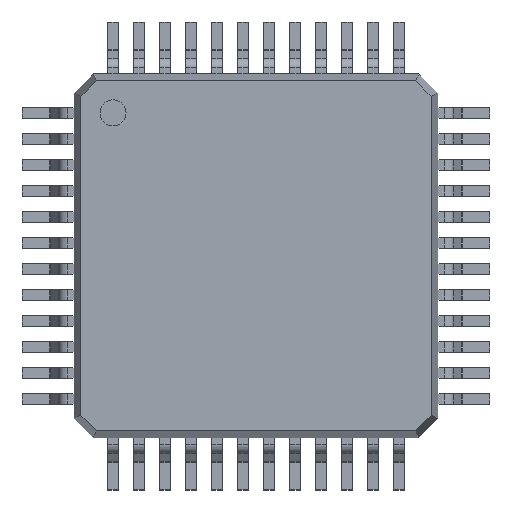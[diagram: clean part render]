
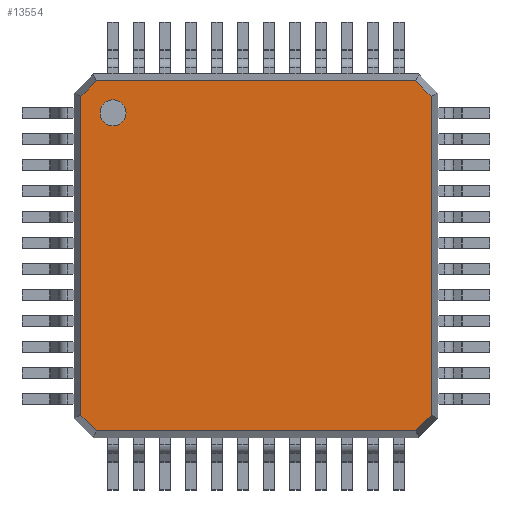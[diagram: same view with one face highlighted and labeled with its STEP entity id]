
A CAD part, top view. The second image highlights one B-rep face of the part: STEP entity #13554.
In plain terms, the highlighted planar face has unit normal (0, 0, 1).
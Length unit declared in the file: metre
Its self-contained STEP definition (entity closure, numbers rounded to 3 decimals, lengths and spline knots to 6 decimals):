
#308=CIRCLE('',#18759,0.00025);
#3255=ORIENTED_EDGE('',*,*,#5795,.T.);
#3256=ORIENTED_EDGE('',*,*,#5796,.T.);
#3257=ORIENTED_EDGE('',*,*,#5797,.T.);
#3258=ORIENTED_EDGE('',*,*,#5798,.T.);
#3259=ORIENTED_EDGE('',*,*,#5799,.T.);
#3260=ORIENTED_EDGE('',*,*,#5800,.T.);
#3261=ORIENTED_EDGE('',*,*,#5801,.T.);
#3262=ORIENTED_EDGE('',*,*,#5802,.T.);
#3263=ORIENTED_EDGE('',*,*,#5803,.F.);
#5795=EDGE_CURVE('',#7173,#7174,#8575,.T.);
#5796=EDGE_CURVE('',#7174,#7175,#8576,.T.);
#5797=EDGE_CURVE('',#7175,#7176,#8577,.T.);
#5798=EDGE_CURVE('',#7176,#7177,#8578,.T.);
#5799=EDGE_CURVE('',#7177,#7178,#8579,.T.);
#5800=EDGE_CURVE('',#7178,#7179,#8580,.T.);
#5801=EDGE_CURVE('',#7179,#7180,#8581,.T.);
#5802=EDGE_CURVE('',#7180,#7173,#8582,.T.);
#5803=EDGE_CURVE('',#7181,#7181,#308,.T.);
#7173=VERTEX_POINT('',#25589);
#7174=VERTEX_POINT('',#25590);
#7175=VERTEX_POINT('',#25592);
#7176=VERTEX_POINT('',#25594);
#7177=VERTEX_POINT('',#25596);
#7178=VERTEX_POINT('',#25598);
#7179=VERTEX_POINT('',#25600);
#7180=VERTEX_POINT('',#25602);
#7181=VERTEX_POINT('',#25605);
#8575=LINE('',#25588,#10071);
#8576=LINE('',#25591,#10072);
#8577=LINE('',#25593,#10073);
#8578=LINE('',#25595,#10074);
#8579=LINE('',#25597,#10075);
#8580=LINE('',#25599,#10076);
#8581=LINE('',#25601,#10077);
#8582=LINE('',#25603,#10078);
#10071=VECTOR('',#21800,1.);
#10072=VECTOR('',#21801,1.);
#10073=VECTOR('',#21802,1.);
#10074=VECTOR('',#21803,1.);
#10075=VECTOR('',#21804,1.);
#10076=VECTOR('',#21805,1.);
#10077=VECTOR('',#21806,1.);
#10078=VECTOR('',#21807,1.);
#10943=EDGE_LOOP('',(#3255,#3256,#3257,#3258,#3259,#3260,#3261,#3262));
#10944=EDGE_LOOP('',(#3263));
#11645=FACE_BOUND('',#10943,.T.);
#11646=FACE_BOUND('',#10944,.T.);
#12203=PLANE('',#18758);
#13554=ADVANCED_FACE('',(#11645,#11646),#12203,.T.);
#18758=AXIS2_PLACEMENT_3D('',#25587,#21798,#21799);
#18759=AXIS2_PLACEMENT_3D('',#25604,#21808,#21809);
#21798=DIRECTION('',(0.,0.,1.));
#21799=DIRECTION('',(1.,0.,0.));
#21800=DIRECTION('',(0.707,-0.707,0.));
#21801=DIRECTION('',(1.,0.,0.));
#21802=DIRECTION('',(0.707,0.707,0.));
#21803=DIRECTION('',(0.,1.,0.));
#21804=DIRECTION('',(-0.707,0.707,0.));
#21805=DIRECTION('',(-1.,0.,0.));
#21806=DIRECTION('',(-0.707,-0.707,0.));
#21807=DIRECTION('',(0.,-1.,0.));
#21808=DIRECTION('',(0.,0.,1.));
#21809=DIRECTION('',(1.,0.,0.));
#25587=CARTESIAN_POINT('',(0.,0.,0.0014));
#25588=CARTESIAN_POINT('',(-0.003219,-0.003219,0.0014));
#25589=CARTESIAN_POINT('',(-0.003367,-0.00307,0.0014));
#25590=CARTESIAN_POINT('',(-0.00307,-0.003367,0.0014));
#25591=CARTESIAN_POINT('',(0.003125,-0.003367,0.0014));
#25592=CARTESIAN_POINT('',(0.00307,-0.003367,0.0014));
#25593=CARTESIAN_POINT('',(0.003219,-0.003219,0.0014));
#25594=CARTESIAN_POINT('',(0.003367,-0.00307,0.0014));
#25595=CARTESIAN_POINT('',(0.003367,0.,0.0014));
#25596=CARTESIAN_POINT('',(0.003367,0.00307,0.0014));
#25597=CARTESIAN_POINT('',(0.003219,0.003219,0.0014));
#25598=CARTESIAN_POINT('',(0.00307,0.003367,0.0014));
#25599=CARTESIAN_POINT('',(0.,0.003367,0.0014));
#25600=CARTESIAN_POINT('',(-0.00307,0.003367,0.0014));
#25601=CARTESIAN_POINT('',(-0.003219,0.003219,0.0014));
#25602=CARTESIAN_POINT('',(-0.003367,0.00307,0.0014));
#25603=CARTESIAN_POINT('',(-0.003367,-0.003125,0.0014));
#25604=CARTESIAN_POINT('',(-0.00275,0.00275,0.0014));
#25605=CARTESIAN_POINT('',(-0.0025,0.00275,0.0014));
